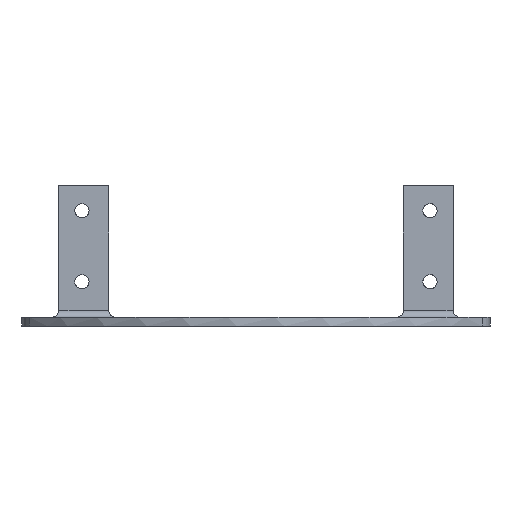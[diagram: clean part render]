
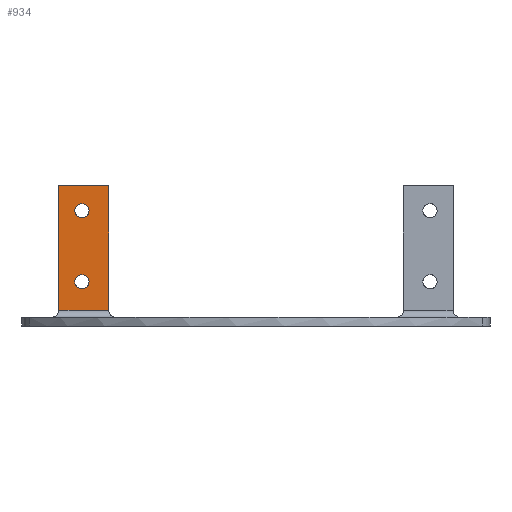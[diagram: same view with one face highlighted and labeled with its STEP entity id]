
A CAD part, left-side view. The second image highlights one B-rep face of the part: STEP entity #934.
In plain terms, the highlighted planar face has unit normal (-1, 0, 0).
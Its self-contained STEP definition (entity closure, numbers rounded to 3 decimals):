
#57 = EDGE_CURVE ( 'NONE', #1819, #1395, #171, .T. ) ;
#66 = VERTEX_POINT ( 'NONE', #1279 ) ;
#77 = ORIENTED_EDGE ( 'NONE', *, *, #1712, .F. ) ;
#147 = CARTESIAN_POINT ( 'NONE',  ( -274.001, -134.925, 5. ) ) ;
#171 = LINE ( 'NONE', #803, #900 ) ;
#202 = DIRECTION ( 'NONE',  ( 0., 0., 1. ) ) ;
#225 = CARTESIAN_POINT ( 'NONE',  ( -274.001, -131.674, -0.2 ) ) ;
#227 = EDGE_LOOP ( 'NONE', ( #1009, #247 ) ) ;
#247 = ORIENTED_EDGE ( 'NONE', *, *, #630, .F. ) ;
#258 = EDGE_LOOP ( 'NONE', ( #1345, #876, #983, #1287 ) ) ;
#264 = CARTESIAN_POINT ( 'NONE',  ( -274.001, -131.674, 1. ) ) ;
#285 = LINE ( 'NONE', #1327, #668 ) ;
#295 = DIRECTION ( 'NONE',  ( -1., 0., 0. ) ) ;
#299 = FACE_BOUND ( 'NONE', #227, .T. ) ;
#324 = DIRECTION ( 'NONE',  ( 0., -1., 0. ) ) ;
#336 = VERTEX_POINT ( 'NONE', #264 ) ;
#340 = AXIS2_PLACEMENT_3D ( 'NONE', #147, #1878, #1073 ) ;
#387 = VERTEX_POINT ( 'NONE', #1563 ) ;
#445 = FACE_OUTER_BOUND ( 'NONE', #258, .T. ) ;
#466 = DIRECTION ( 'NONE',  ( -1., 0., 0. ) ) ;
#497 = VECTOR ( 'NONE', #202, 1000. ) ;
#507 = CARTESIAN_POINT ( 'NONE',  ( -274.001, -138.674, 1. ) ) ;
#555 = AXIS2_PLACEMENT_3D ( 'NONE', #1539, #1378, #688 ) ;
#603 = DIRECTION ( 'NONE',  ( 0., 0., 1. ) ) ;
#630 = EDGE_CURVE ( 'NONE', #930, #387, #1221, .T. ) ;
#641 = EDGE_LOOP ( 'NONE', ( #1455, #77 ) ) ;
#665 = AXIS2_PLACEMENT_3D ( 'NONE', #1589, #466, #1405 ) ;
#668 = VECTOR ( 'NONE', #1065, 1000. ) ;
#688 = DIRECTION ( 'NONE',  ( 0., 0., 1. ) ) ;
#803 = CARTESIAN_POINT ( 'NONE',  ( -274.001, -138.674, -0.2 ) ) ;
#810 = AXIS2_PLACEMENT_3D ( 'NONE', #1502, #295, #603 ) ;
#816 = EDGE_CURVE ( 'NONE', #66, #1923, #1842, .T. ) ;
#876 = ORIENTED_EDGE ( 'NONE', *, *, #1143, .T. ) ;
#877 = CARTESIAN_POINT ( 'NONE',  ( -274.001, -138.174, -0.2 ) ) ;
#900 = VECTOR ( 'NONE', #1415, 1000. ) ;
#914 = FACE_BOUND ( 'NONE', #641, .T. ) ;
#930 = VERTEX_POINT ( 'NONE', #1120 ) ;
#934 = ADVANCED_FACE ( 'NONE', ( #299, #914, #445 ), #1048, .T. ) ;
#983 = ORIENTED_EDGE ( 'NONE', *, *, #57, .T. ) ;
#1009 = ORIENTED_EDGE ( 'NONE', *, *, #1723, .F. ) ;
#1048 = PLANE ( 'NONE',  #1471 ) ;
#1064 = DIRECTION ( 'NONE',  ( -1., 0., 0. ) ) ;
#1065 = DIRECTION ( 'NONE',  ( 0., -1., 0. ) ) ;
#1073 = DIRECTION ( 'NONE',  ( 0., 0., 1. ) ) ;
#1104 = VERTEX_POINT ( 'NONE', #1363 ) ;
#1118 = LINE ( 'NONE', #1722, #1553 ) ;
#1120 = CARTESIAN_POINT ( 'NONE',  ( -274.001, -134.925, 4. ) ) ;
#1143 = EDGE_CURVE ( 'NONE', #336, #1819, #1118, .T. ) ;
#1221 = CIRCLE ( 'NONE', #665, 1. ) ;
#1279 = CARTESIAN_POINT ( 'NONE',  ( -274.001, -134.925, 16. ) ) ;
#1287 = ORIENTED_EDGE ( 'NONE', *, *, #1359, .F. ) ;
#1310 = CIRCLE ( 'NONE', #340, 1. ) ;
#1327 = CARTESIAN_POINT ( 'NONE',  ( -274.001, -138.174, 18.5 ) ) ;
#1345 = ORIENTED_EDGE ( 'NONE', *, *, #1574, .F. ) ;
#1359 = EDGE_CURVE ( 'NONE', #1104, #1395, #285, .T. ) ;
#1363 = CARTESIAN_POINT ( 'NONE',  ( -274.001, -131.674, 18.5 ) ) ;
#1378 = DIRECTION ( 'NONE',  ( -1., 0., 0. ) ) ;
#1395 = VERTEX_POINT ( 'NONE', #1803 ) ;
#1405 = DIRECTION ( 'NONE',  ( 0., 0., 1. ) ) ;
#1415 = DIRECTION ( 'NONE',  ( 0., 0., 1. ) ) ;
#1455 = ORIENTED_EDGE ( 'NONE', *, *, #816, .F. ) ;
#1471 = AXIS2_PLACEMENT_3D ( 'NONE', #877, #1064, #1802 ) ;
#1474 = LINE ( 'NONE', #225, #497 ) ;
#1502 = CARTESIAN_POINT ( 'NONE',  ( -274.001, -134.925, 15. ) ) ;
#1539 = CARTESIAN_POINT ( 'NONE',  ( -274.001, -134.925, 15. ) ) ;
#1553 = VECTOR ( 'NONE', #324, 1000. ) ;
#1563 = CARTESIAN_POINT ( 'NONE',  ( -274.001, -134.925, 6. ) ) ;
#1574 = EDGE_CURVE ( 'NONE', #336, #1104, #1474, .T. ) ;
#1589 = CARTESIAN_POINT ( 'NONE',  ( -274.001, -134.925, 5. ) ) ;
#1640 = CARTESIAN_POINT ( 'NONE',  ( -274.001, -134.925, 14. ) ) ;
#1674 = CIRCLE ( 'NONE', #810, 1. ) ;
#1712 = EDGE_CURVE ( 'NONE', #1923, #66, #1674, .T. ) ;
#1722 = CARTESIAN_POINT ( 'NONE',  ( -274.001, -138.174, 1. ) ) ;
#1723 = EDGE_CURVE ( 'NONE', #387, #930, #1310, .T. ) ;
#1802 = DIRECTION ( 'NONE',  ( 0., 0., 1. ) ) ;
#1803 = CARTESIAN_POINT ( 'NONE',  ( -274.001, -138.674, 18.5 ) ) ;
#1819 = VERTEX_POINT ( 'NONE', #507 ) ;
#1842 = CIRCLE ( 'NONE', #555, 1. ) ;
#1878 = DIRECTION ( 'NONE',  ( -1., 0., 0. ) ) ;
#1923 = VERTEX_POINT ( 'NONE', #1640 ) ;
